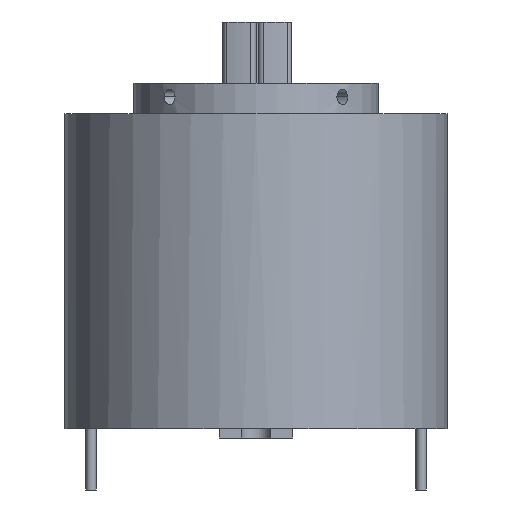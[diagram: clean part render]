
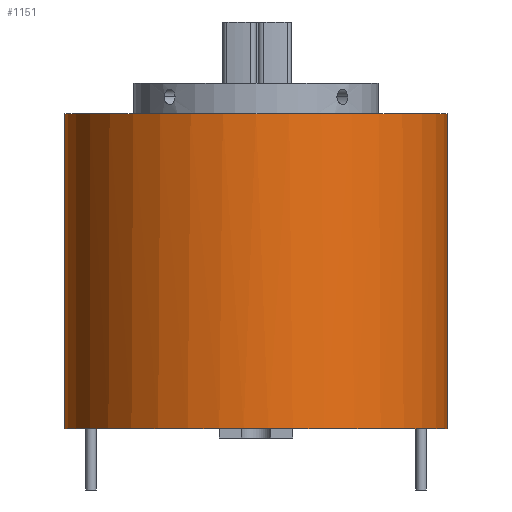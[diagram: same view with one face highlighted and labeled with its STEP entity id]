
A CAD part, front view. The second image highlights one B-rep face of the part: STEP entity #1151.
In plain terms, the highlighted cylindrical face has radius 62.5 mm (diameter 125 mm), a partial arc.
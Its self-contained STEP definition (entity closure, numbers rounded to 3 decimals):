
#67 = CARTESIAN_POINT ( 'NONE',  ( 62.5, 0., 103. ) ) ;
#178 = CARTESIAN_POINT ( 'NONE',  ( 62.5, 0., 103. ) ) ;
#210 = VERTEX_POINT ( 'NONE', #669 ) ;
#255 = CARTESIAN_POINT ( 'NONE',  ( 0., 0., 0. ) ) ;
#325 = FACE_OUTER_BOUND ( 'NONE', #986, .T. ) ;
#406 = DIRECTION ( 'NONE',  ( 0., 0., -1. ) ) ;
#539 = EDGE_CURVE ( 'NONE', #2229, #210, #1238, .T. ) ;
#574 = DIRECTION ( 'NONE',  ( 1., 0., 0. ) ) ;
#576 = CARTESIAN_POINT ( 'NONE',  ( 0., 0., 0. ) ) ;
#669 = CARTESIAN_POINT ( 'NONE',  ( 62.5, 0., 0. ) ) ;
#742 = CARTESIAN_POINT ( 'NONE',  ( -12., -61.337, 0. ) ) ;
#758 = EDGE_CURVE ( 'NONE', #3269, #2229, #3030, .T. ) ;
#797 = AXIS2_PLACEMENT_3D ( 'NONE', #576, #2642, #881 ) ;
#880 = ORIENTED_EDGE ( 'NONE', *, *, #2370, .F. ) ;
#881 = DIRECTION ( 'NONE',  ( 1., 0., 0. ) ) ;
#986 = EDGE_LOOP ( 'NONE', ( #880, #1250, #1345, #3671, #2457, #3324 ) ) ;
#1006 = CARTESIAN_POINT ( 'NONE',  ( -62.5, 0., 103. ) ) ;
#1151 = ADVANCED_FACE ( 'NONE', ( #325 ), #3296, .T. ) ;
#1226 = AXIS2_PLACEMENT_3D ( 'NONE', #2932, #1746, #2305 ) ;
#1238 = CIRCLE ( 'NONE', #2099, 62.5 ) ;
#1250 = ORIENTED_EDGE ( 'NONE', *, *, #3079, .F. ) ;
#1270 = LINE ( 'NONE', #178, #1959 ) ;
#1333 = CARTESIAN_POINT ( 'NONE',  ( -62.5, 0., 103. ) ) ;
#1345 = ORIENTED_EDGE ( 'NONE', *, *, #2742, .T. ) ;
#1510 = DIRECTION ( 'NONE',  ( 0., 0., 1. ) ) ;
#1593 = CARTESIAN_POINT ( 'NONE',  ( 0., 0., 0. ) ) ;
#1746 = DIRECTION ( 'NONE',  ( 0., 0., -1. ) ) ;
#1883 = DIRECTION ( 'NONE',  ( 0., 0., 1. ) ) ;
#1959 = VECTOR ( 'NONE', #2277, 1000. ) ;
#1964 = EDGE_CURVE ( 'NONE', #2900, #3269, #2476, .T. ) ;
#2099 = AXIS2_PLACEMENT_3D ( 'NONE', #255, #2355, #574 ) ;
#2189 = DIRECTION ( 'NONE',  ( 1., 0., 0. ) ) ;
#2205 = CARTESIAN_POINT ( 'NONE',  ( 12., -61.337, 0. ) ) ;
#2221 = AXIS2_PLACEMENT_3D ( 'NONE', #1593, #1883, #2189 ) ;
#2229 = VERTEX_POINT ( 'NONE', #2205 ) ;
#2277 = DIRECTION ( 'NONE',  ( 0., 0., -1. ) ) ;
#2305 = DIRECTION ( 'NONE',  ( -1., 0., 0. ) ) ;
#2355 = DIRECTION ( 'NONE',  ( 0., 0., 1. ) ) ;
#2368 = AXIS2_PLACEMENT_3D ( 'NONE', #3262, #1510, #3580 ) ;
#2370 = EDGE_CURVE ( 'NONE', #3184, #210, #1270, .T. ) ;
#2457 = ORIENTED_EDGE ( 'NONE', *, *, #758, .T. ) ;
#2476 = CIRCLE ( 'NONE', #797, 62.5 ) ;
#2642 = DIRECTION ( 'NONE',  ( 0., 0., 1. ) ) ;
#2742 = EDGE_CURVE ( 'NONE', #2803, #2900, #3820, .T. ) ;
#2803 = VERTEX_POINT ( 'NONE', #1333 ) ;
#2900 = VERTEX_POINT ( 'NONE', #3810 ) ;
#2932 = CARTESIAN_POINT ( 'NONE',  ( 0., 0., 103. ) ) ;
#3011 = VECTOR ( 'NONE', #406, 1000. ) ;
#3030 = CIRCLE ( 'NONE', #2221, 62.5 ) ;
#3079 = EDGE_CURVE ( 'NONE', #2803, #3184, #3677, .T. ) ;
#3184 = VERTEX_POINT ( 'NONE', #67 ) ;
#3262 = CARTESIAN_POINT ( 'NONE',  ( 0., 0., 103. ) ) ;
#3269 = VERTEX_POINT ( 'NONE', #742 ) ;
#3296 = CYLINDRICAL_SURFACE ( 'NONE', #1226, 62.5 ) ;
#3324 = ORIENTED_EDGE ( 'NONE', *, *, #539, .T. ) ;
#3580 = DIRECTION ( 'NONE',  ( 1., 0., 0. ) ) ;
#3671 = ORIENTED_EDGE ( 'NONE', *, *, #1964, .T. ) ;
#3677 = CIRCLE ( 'NONE', #2368, 62.5 ) ;
#3810 = CARTESIAN_POINT ( 'NONE',  ( -62.5, 0., 0. ) ) ;
#3820 = LINE ( 'NONE', #1006, #3011 ) ;
